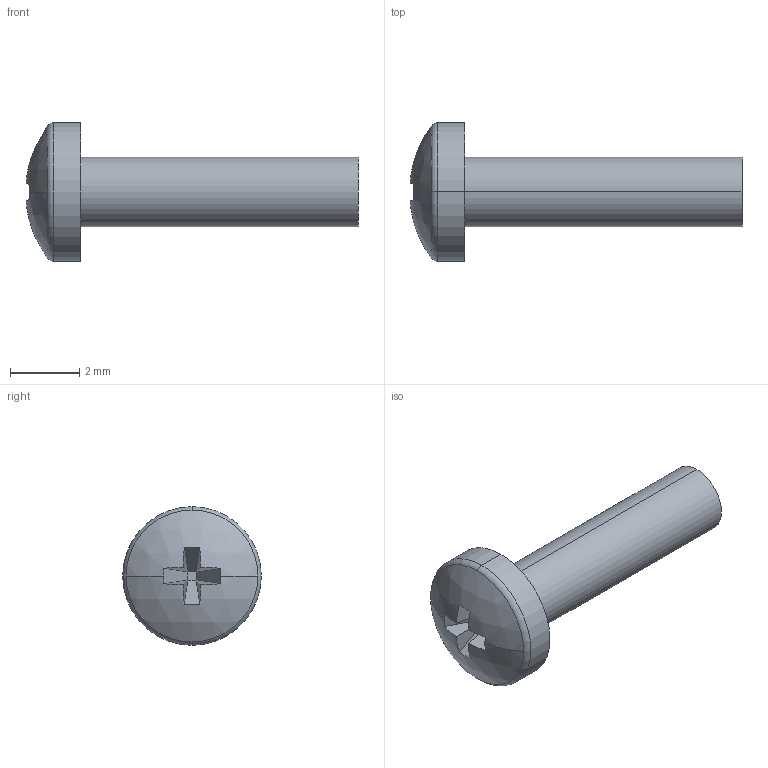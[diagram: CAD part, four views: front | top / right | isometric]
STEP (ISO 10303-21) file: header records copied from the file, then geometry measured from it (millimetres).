
FILE_DESCRIPTION (( 'STEP AP214' ), '1' );
FILE_NAME ('S2.STEP', '2012-11-12T16:38:11', ( 'D.M.S.' ), ( '' ), 'SwSTEP 2.0', 'SolidWorks 2009', '' );
FILE_SCHEMA (( 'AUTOMOTIVE_DESIGN' ));
Length unit declared in the file: millimetre
Products named in the file (1): S2
Bounding box: 9.58 x 4 x 4 mm (x, y, z)
Volume: 40.3 mm3; surface area: 91.4 mm2
Topology: 1 solids, 1 shells, 23 faces, 50 edges, 30 vertices
Faces by surface type: plane 15, cylinder 4, torus 2, sphere 2
Entity records: 679 total; most frequent: DIRECTION 128, CARTESIAN_POINT 104, ORIENTED_EDGE 100, AXIS2_PLACEMENT_3D 54, EDGE_CURVE 50, VERTEX_POINT 30, CIRCLE 30, EDGE_LOOP 24
